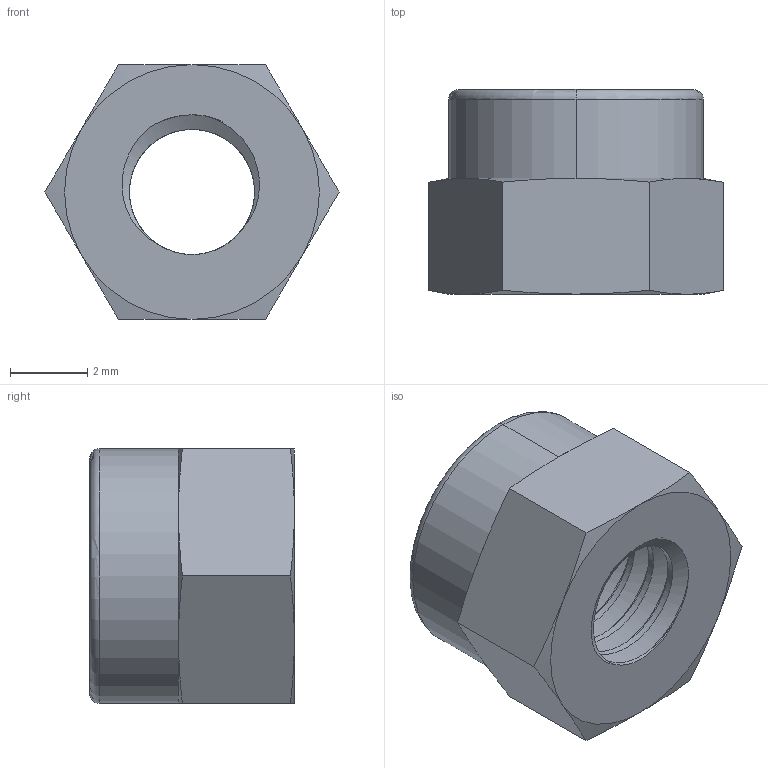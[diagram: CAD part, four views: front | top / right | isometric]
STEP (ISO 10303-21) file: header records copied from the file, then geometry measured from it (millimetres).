
FILE_DESCRIPTION (( 'STEP AP214' ), '1' );
FILE_NAME ('11-4503.step', '2020-04-06T07:12:19', ( '' ), ( '' ), 'SwSTEP 2.0', 'SolidWorks 2020', '' );
FILE_SCHEMA (( 'AUTOMOTIVE_DESIGN' ));
Length unit declared in the file: millimetre
Products named in the file (1): 11-4503
Bounding box: 7.62 x 5.3 x 6.6 mm (x, y, z)
Volume: 122.5 mm3; surface area: 254.2 mm2
Topology: 1 solids, 1 shells, 45 faces, 107 edges, 65 vertices
Faces by surface type: cylinder 16, cone 12, plane 10, torus 4, bspline 3
Entity records: 2175 total; most frequent: CARTESIAN_POINT 1179, ORIENTED_EDGE 214, DIRECTION 173, EDGE_CURVE 107, AXIS2_PLACEMENT_3D 76, VERTEX_POINT 65, EDGE_LOOP 48, FACE_OUTER_BOUND 45
